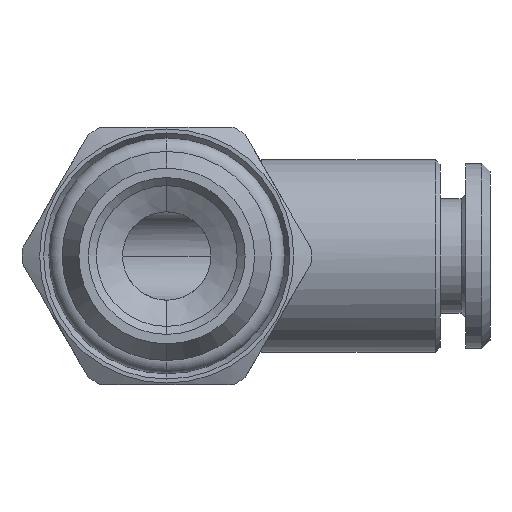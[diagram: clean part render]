
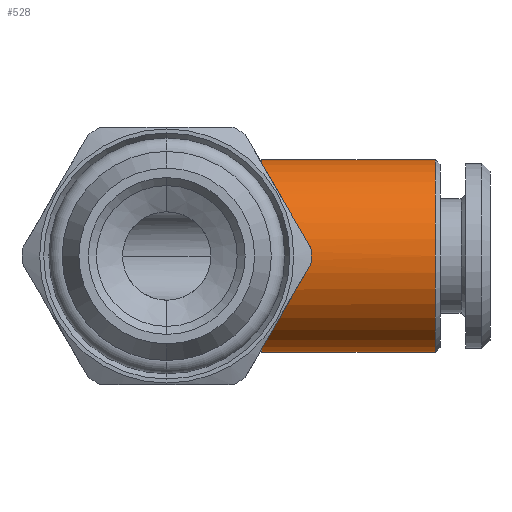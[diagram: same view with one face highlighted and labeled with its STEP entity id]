
A CAD part, front view. The second image highlights one B-rep face of the part: STEP entity #528.
In plain terms, the highlighted cylindrical face has radius 6 mm (diameter 12 mm), a partial arc.
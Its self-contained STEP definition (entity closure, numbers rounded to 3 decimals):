
#322 = VERTEX_POINT ( 'NONE', #1708 ) ;
#325 = VERTEX_POINT ( 'NONE', #1778 ) ;
#359 = EDGE_CURVE ( 'NONE', #485, #360, #1740, .T. ) ;
#360 = VERTEX_POINT ( 'NONE', #1736 ) ;
#415 = VERTEX_POINT ( 'NONE', #1813 ) ;
#433 = EDGE_CURVE ( 'NONE', #325, #482, #1922, .T. ) ;
#482 = VERTEX_POINT ( 'NONE', #2014 ) ;
#485 = VERTEX_POINT ( 'NONE', #1975 ) ;
#489 = EDGE_CURVE ( 'NONE', #322, #485, #2003, .T. ) ;
#523 = EDGE_CURVE ( 'NONE', #415, #360, #2627, .T. ) ;
#528 = ADVANCED_FACE ( 'NONE', ( #2666 ), #2657, .T. ) ;
#529 = EDGE_LOOP ( 'NONE', ( #530, #531, #533, #534, #587, #588 ) ) ;
#530 = ORIENTED_EDGE ( 'NONE', *, *, #489, .F. ) ;
#531 = ORIENTED_EDGE ( 'NONE', *, *, #532, .T. ) ;
#532 = EDGE_CURVE ( 'NONE', #322, #325, #2647, .T. ) ;
#533 = ORIENTED_EDGE ( 'NONE', *, *, #433, .T. ) ;
#534 = ORIENTED_EDGE ( 'NONE', *, *, #586, .F. ) ;
#586 = EDGE_CURVE ( 'NONE', #415, #482, #2770, .T. ) ;
#587 = ORIENTED_EDGE ( 'NONE', *, *, #523, .T. ) ;
#588 = ORIENTED_EDGE ( 'NONE', *, *, #359, .F. ) ;
#1679 = DIRECTION ( 'NONE',  ( 0., 0., 1. ) ) ;
#1680 = DIRECTION ( 'NONE',  ( -1., 0., 0. ) ) ;
#1681 = CARTESIAN_POINT ( 'NONE',  ( 5.9, 0., 0. ) ) ;
#1708 = CARTESIAN_POINT ( 'NONE',  ( 16.7, 0., -6. ) ) ;
#1735 = AXIS2_PLACEMENT_3D ( 'NONE', #1681, #1680, #1679 ) ;
#1736 = CARTESIAN_POINT ( 'NONE',  ( 5.9, -5.9, -1.091 ) ) ;
#1740 = CIRCLE ( 'NONE', #1735, 6. ) ;
#1778 = CARTESIAN_POINT ( 'NONE',  ( 16.7, 0., 6. ) ) ;
#1813 = CARTESIAN_POINT ( 'NONE',  ( 5.9, -5.9, 1.091 ) ) ;
#1919 = DIRECTION ( 'NONE',  ( -1., 0., 0. ) ) ;
#1920 = VECTOR ( 'NONE', #1919, 1000. ) ;
#1921 = CARTESIAN_POINT ( 'NONE',  ( -3.45, 0., 6. ) ) ;
#1922 = LINE ( 'NONE', #1921, #1920 ) ;
#1975 = CARTESIAN_POINT ( 'NONE',  ( 5.9, 0., -6. ) ) ;
#2000 = DIRECTION ( 'NONE',  ( -1., 0., 0. ) ) ;
#2001 = VECTOR ( 'NONE', #2000, 1000. ) ;
#2002 = CARTESIAN_POINT ( 'NONE',  ( -3.45, 0., -6. ) ) ;
#2003 = LINE ( 'NONE', #2002, #2001 ) ;
#2014 = CARTESIAN_POINT ( 'NONE',  ( 5.9, 0., 6. ) ) ;
#2627 =( BOUNDED_CURVE ( )  B_SPLINE_CURVE ( 3, ( #2634, #2662, #2651, #2650 ),
 .UNSPECIFIED., .F., .F. ) 
 B_SPLINE_CURVE_WITH_KNOTS ( ( 4, 4 ),
 ( 6.1, 6.466 ),
 .UNSPECIFIED. ) 
 CURVE ( )  GEOMETRIC_REPRESENTATION_ITEM ( )  RATIONAL_B_SPLINE_CURVE ( ( 1., 0.989, 0.989, 1. ) ) 
 REPRESENTATION_ITEM ( '' )  );
#2634 = CARTESIAN_POINT ( 'NONE',  ( 5.9, -5.9, 1.091 ) ) ;
#2643 = DIRECTION ( 'NONE',  ( 0., 0., 1. ) ) ;
#2644 = DIRECTION ( 'NONE',  ( -1., 0., 0. ) ) ;
#2645 = CARTESIAN_POINT ( 'NONE',  ( 16.7, 0., 0. ) ) ;
#2646 = AXIS2_PLACEMENT_3D ( 'NONE', #2645, #2644, #2643 ) ;
#2647 = CIRCLE ( 'NONE', #2646, 6. ) ;
#2650 = CARTESIAN_POINT ( 'NONE',  ( 5.9, -5.9, -1.091 ) ) ;
#2651 = CARTESIAN_POINT ( 'NONE',  ( 6.034, -6.034, -0.368 ) ) ;
#2655 = CARTESIAN_POINT ( 'NONE',  ( -3.45, 0., 0. ) ) ;
#2656 = AXIS2_PLACEMENT_3D ( 'NONE', #2655, #2677, #2676 ) ;
#2657 = CYLINDRICAL_SURFACE ( 'NONE', #2656, 6. ) ;
#2662 = CARTESIAN_POINT ( 'NONE',  ( 6.034, -6.034, 0.368 ) ) ;
#2666 = FACE_OUTER_BOUND ( 'NONE', #529, .T. ) ;
#2676 = DIRECTION ( 'NONE',  ( 0., 0., 1. ) ) ;
#2677 = DIRECTION ( 'NONE',  ( -1., 0., 0. ) ) ;
#2767 = DIRECTION ( 'NONE',  ( 0., 0., 1. ) ) ;
#2768 = DIRECTION ( 'NONE',  ( -1., 0., 0. ) ) ;
#2769 = AXIS2_PLACEMENT_3D ( 'NONE', #2833, #2768, #2767 ) ;
#2770 = CIRCLE ( 'NONE', #2769, 6. ) ;
#2833 = CARTESIAN_POINT ( 'NONE',  ( 5.9, 0., 0. ) ) ;
